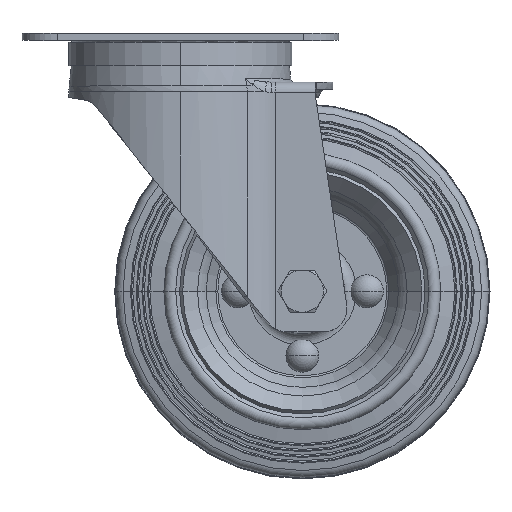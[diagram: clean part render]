
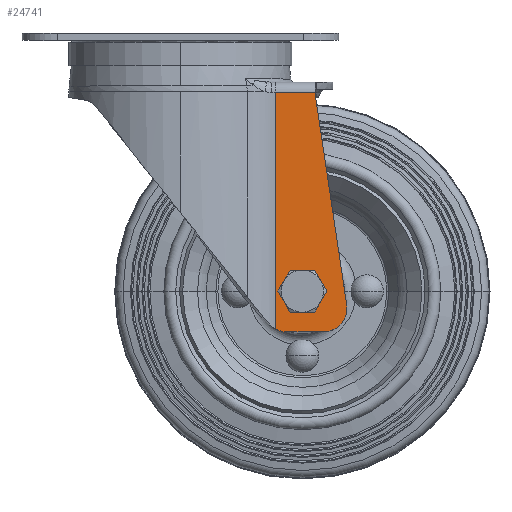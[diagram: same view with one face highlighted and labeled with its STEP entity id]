
A CAD part, top view. The second image highlights one B-rep face of the part: STEP entity #24741.
In plain terms, the highlighted planar face has unit normal (0, 0, 1).
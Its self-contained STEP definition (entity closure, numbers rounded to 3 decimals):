
#1954 = VERTEX_POINT ( 'NONE', #3489 ) ;
#3172 = VERTEX_POINT ( 'NONE', #8155 ) ;
#3366 = CARTESIAN_POINT ( 'NONE',  ( 57.356, -25.375, 34. ) ) ;
#3489 = CARTESIAN_POINT ( 'NONE',  ( 70.89, -115.896, 34. ) ) ;
#4031 = CARTESIAN_POINT ( 'NONE',  ( 58.1, -110., 34. ) ) ;
#4056 = VERTEX_POINT ( 'NONE', #4877 ) ;
#4408 = ORIENTED_EDGE ( 'NONE', *, *, #50717, .T. ) ;
#4499 = EDGE_LOOP ( 'NONE', ( #14026, #14830, #27254, #11021, #33639, #4408 ) ) ;
#4645 = AXIS2_PLACEMENT_3D ( 'NONE', #9170, #36665, #13122 ) ;
#4877 = CARTESIAN_POINT ( 'NONE',  ( 40.5, -25.375, 34. ) ) ;
#5389 = FACE_BOUND ( 'NONE', #45034, .T. ) ;
#5814 = CIRCLE ( 'NONE', #23652, 10. ) ;
#8046 = DIRECTION ( 'NONE',  ( 0., 0., -1. ) ) ;
#8155 = CARTESIAN_POINT ( 'NONE',  ( 40.5, -126.125, 34. ) ) ;
#8540 = DIRECTION ( 'NONE',  ( 0., 0., 1. ) ) ;
#8627 = CARTESIAN_POINT ( 'NONE',  ( 40.5, -19.504, 34. ) ) ;
#9170 = CARTESIAN_POINT ( 'NONE',  ( 31.926, -23.875, 34. ) ) ;
#9846 = CARTESIAN_POINT ( 'NONE',  ( 52., -110., 34. ) ) ;
#10281 = EDGE_CURVE ( 'NONE', #3172, #35598, #24845, .T. ) ;
#10320 = LINE ( 'NONE', #34271, #50944 ) ;
#10510 = DIRECTION ( 'NONE',  ( -0.148, 0.989, 0. ) ) ;
#11021 = ORIENTED_EDGE ( 'NONE', *, *, #22821, .T. ) ;
#12242 = CARTESIAN_POINT ( 'NONE',  ( 45.9, -110., 34. ) ) ;
#13122 = DIRECTION ( 'NONE',  ( 1., 0., 0. ) ) ;
#13790 = DIRECTION ( 'NONE',  ( -1., 0., 0. ) ) ;
#14026 = ORIENTED_EDGE ( 'NONE', *, *, #39261, .T. ) ;
#14276 = CARTESIAN_POINT ( 'NONE',  ( 31.926, -127.375, 34. ) ) ;
#14657 = CARTESIAN_POINT ( 'NONE',  ( 45.39, -127.375, 34. ) ) ;
#14788 = CARTESIAN_POINT ( 'NONE',  ( 43.268, -127.161, 34. ) ) ;
#14830 = ORIENTED_EDGE ( 'NONE', *, *, #10281, .T. ) ;
#15636 = LINE ( 'NONE', #8627, #45849 ) ;
#16187 = VERTEX_POINT ( 'NONE', #12242 ) ;
#17481 = CIRCLE ( 'NONE', #49904, 6.1 ) ;
#17618 = EDGE_CURVE ( 'NONE', #1954, #24497, #38837, .T. ) ;
#18761 = CARTESIAN_POINT ( 'NONE',  ( 44.536, -127.348, 34. ) ) ;
#19998 = DIRECTION ( 'NONE',  ( -1., 0., 0. ) ) ;
#20132 = EDGE_CURVE ( 'NONE', #16187, #42756, #17481, .T. ) ;
#22708 = CARTESIAN_POINT ( 'NONE',  ( 45.39, -127.375, 34. ) ) ;
#22821 = EDGE_CURVE ( 'NONE', #40800, #1954, #5814, .T. ) ;
#23652 = AXIS2_PLACEMENT_3D ( 'NONE', #32154, #8540, #36050 ) ;
#24497 = VERTEX_POINT ( 'NONE', #3366 ) ;
#24741 = ADVANCED_FACE ( 'NONE', ( #5389, #25140 ), #32589, .T. ) ;
#24845 = B_SPLINE_CURVE_WITH_KNOTS ( 'NONE', 3,
 ( #34421, #30482, #38366, #14788, #42320, #18761, #46319, #22708 ),
 .UNSPECIFIED., .F., .F.,
 ( 4, 2, 2, 4 ),
 ( 0., 0.003, 0.004, 0.005 ),
 .UNSPECIFIED. ) ;
#25140 = FACE_OUTER_BOUND ( 'NONE', #4499, .T. ) ;
#26253 = VECTOR ( 'NONE', #45777, 1000. ) ;
#26597 = EDGE_CURVE ( 'NONE', #42756, #16187, #28424, .T. ) ;
#27254 = ORIENTED_EDGE ( 'NONE', *, *, #28936, .T. ) ;
#28357 = AXIS2_PLACEMENT_3D ( 'NONE', #9846, #37342, #13790 ) ;
#28424 = CIRCLE ( 'NONE', #28357, 6.1 ) ;
#28936 = EDGE_CURVE ( 'NONE', #35598, #40800, #31262, .T. ) ;
#30149 = CARTESIAN_POINT ( 'NONE',  ( 70.89, -115.896, 34. ) ) ;
#30482 = CARTESIAN_POINT ( 'NONE',  ( 41.251, -126.536, 34. ) ) ;
#31262 = LINE ( 'NONE', #14276, #26253 ) ;
#31661 = CARTESIAN_POINT ( 'NONE',  ( 52., -110., 34. ) ) ;
#32154 = CARTESIAN_POINT ( 'NONE',  ( 61., -117.375, 34. ) ) ;
#32589 = PLANE ( 'NONE',  #4645 ) ;
#33639 = ORIENTED_EDGE ( 'NONE', *, *, #17618, .T. ) ;
#34271 = CARTESIAN_POINT ( 'NONE',  ( 31.926, -25.375, 34. ) ) ;
#34421 = CARTESIAN_POINT ( 'NONE',  ( 40.5, -126.125, 34. ) ) ;
#35569 = DIRECTION ( 'NONE',  ( -1., 0., 0. ) ) ;
#35598 = VERTEX_POINT ( 'NONE', #14657 ) ;
#36050 = DIRECTION ( 'NONE',  ( -1., 0., 0. ) ) ;
#36124 = DIRECTION ( 'NONE',  ( 0., -1., 0. ) ) ;
#36665 = DIRECTION ( 'NONE',  ( 0., 0., 1. ) ) ;
#37342 = DIRECTION ( 'NONE',  ( 0., 0., -1. ) ) ;
#38366 = CARTESIAN_POINT ( 'NONE',  ( 42.037, -126.845, 34. ) ) ;
#38837 = LINE ( 'NONE', #30149, #49309 ) ;
#39261 = EDGE_CURVE ( 'NONE', #4056, #3172, #15636, .T. ) ;
#40800 = VERTEX_POINT ( 'NONE', #47688 ) ;
#42320 = CARTESIAN_POINT ( 'NONE',  ( 43.689, -127.241, 34. ) ) ;
#42756 = VERTEX_POINT ( 'NONE', #4031 ) ;
#43996 = ORIENTED_EDGE ( 'NONE', *, *, #26597, .T. ) ;
#45034 = EDGE_LOOP ( 'NONE', ( #48901, #43996 ) ) ;
#45777 = DIRECTION ( 'NONE',  ( 1., 0., 0. ) ) ;
#45849 = VECTOR ( 'NONE', #36124, 1000. ) ;
#46319 = CARTESIAN_POINT ( 'NONE',  ( 44.962, -127.375, 34. ) ) ;
#47688 = CARTESIAN_POINT ( 'NONE',  ( 61., -127.375, 34. ) ) ;
#48901 = ORIENTED_EDGE ( 'NONE', *, *, #20132, .T. ) ;
#49309 = VECTOR ( 'NONE', #10510, 1000. ) ;
#49904 = AXIS2_PLACEMENT_3D ( 'NONE', #31661, #8046, #35569 ) ;
#50717 = EDGE_CURVE ( 'NONE', #24497, #4056, #10320, .T. ) ;
#50944 = VECTOR ( 'NONE', #19998, 1000. ) ;
